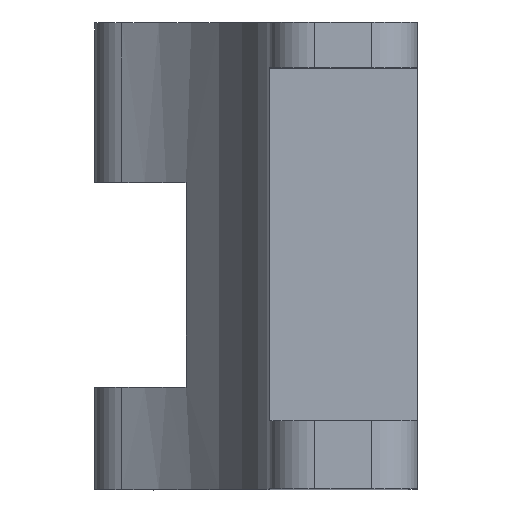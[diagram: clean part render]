
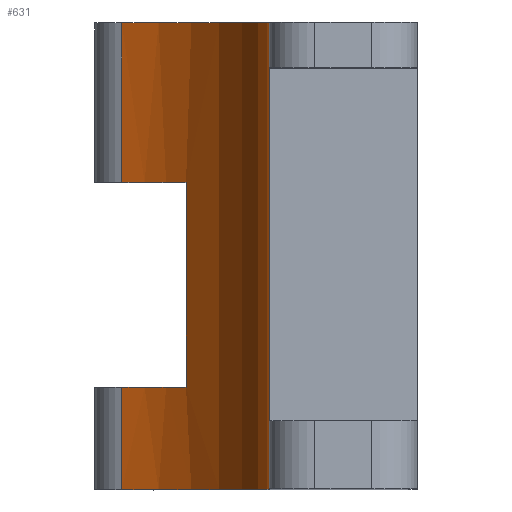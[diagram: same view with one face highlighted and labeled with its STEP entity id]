
A CAD part, top view. The second image highlights one B-rep face of the part: STEP entity #631.
In plain terms, the highlighted cylindrical face has radius 21.831 mm (diameter 43.662 mm), a partial arc.
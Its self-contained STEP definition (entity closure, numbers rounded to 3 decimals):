
#28 = EDGE_CURVE ( 'NONE', #522, #279, #561, .T. ) ;
#36 = VECTOR ( 'NONE', #591, 1000. ) ;
#55 = CARTESIAN_POINT ( 'NONE',  ( -7.301, 9., -16.973 ) ) ;
#62 = CARTESIAN_POINT ( 'NONE',  ( -21.821, 27., -0.67 ) ) ;
#73 = LINE ( 'NONE', #945, #533 ) ;
#83 = DIRECTION ( 'NONE',  ( 0., 0., -1. ) ) ;
#84 = DIRECTION ( 'NONE',  ( 0., -1., 0. ) ) ;
#97 = EDGE_LOOP ( 'NONE', ( #745, #171, #804, #538, #842, #442, #774, #590, #329, #185 ) ) ;
#124 = CIRCLE ( 'NONE', #906, 21.831 ) ;
#128 = EDGE_CURVE ( 'NONE', #876, #950, #1076, .T. ) ;
#135 = DIRECTION ( 'NONE',  ( 0., 0., -1. ) ) ;
#151 = VERTEX_POINT ( 'NONE', #752 ) ;
#171 = ORIENTED_EDGE ( 'NONE', *, *, #1079, .T. ) ;
#185 = ORIENTED_EDGE ( 'NONE', *, *, #386, .F. ) ;
#193 = CARTESIAN_POINT ( 'NONE',  ( 0., 41., 0. ) ) ;
#273 = DIRECTION ( 'NONE',  ( 0., 0., 1. ) ) ;
#277 = VERTEX_POINT ( 'NONE', #1126 ) ;
#279 = VERTEX_POINT ( 'NONE', #796 ) ;
#329 = ORIENTED_EDGE ( 'NONE', *, *, #28, .F. ) ;
#338 = CARTESIAN_POINT ( 'NONE',  ( -21.821, 9., -0.67 ) ) ;
#355 = AXIS2_PLACEMENT_3D ( 'NONE', #620, #1049, #83 ) ;
#386 = EDGE_CURVE ( 'NONE', #601, #522, #449, .T. ) ;
#426 = LINE ( 'NONE', #1030, #36 ) ;
#431 = CIRCLE ( 'NONE', #1065, 21.831 ) ;
#432 = AXIS2_PLACEMENT_3D ( 'NONE', #338, #685, #1008 ) ;
#442 = ORIENTED_EDGE ( 'NONE', *, *, #746, .T. ) ;
#449 = LINE ( 'NONE', #802, #749 ) ;
#453 = VECTOR ( 'NONE', #84, 1000. ) ;
#490 = CARTESIAN_POINT ( 'NONE',  ( -7.301, 27., -16.973 ) ) ;
#505 = DIRECTION ( 'NONE',  ( 0., 0., 1. ) ) ;
#508 = DIRECTION ( 'NONE',  ( 0., -1., 0. ) ) ;
#519 = CARTESIAN_POINT ( 'NONE',  ( -12.945, 41., -20.615 ) ) ;
#522 = VERTEX_POINT ( 'NONE', #837 ) ;
#533 = VECTOR ( 'NONE', #508, 1000. ) ;
#534 = VERTEX_POINT ( 'NONE', #844 ) ;
#538 = ORIENTED_EDGE ( 'NONE', *, *, #693, .T. ) ;
#561 = LINE ( 'NONE', #193, #834 ) ;
#564 = CARTESIAN_POINT ( 'NONE',  ( -12.945, 41., -20.615 ) ) ;
#590 = ORIENTED_EDGE ( 'NONE', *, *, #709, .F. ) ;
#591 = DIRECTION ( 'NONE',  ( 0., -1., 0. ) ) ;
#601 = VERTEX_POINT ( 'NONE', #1036 ) ;
#620 = CARTESIAN_POINT ( 'NONE',  ( -21.821, 41., -0.67 ) ) ;
#631 = ADVANCED_FACE ( 'NONE', ( #841 ), #688, .F. ) ;
#647 = EDGE_CURVE ( 'NONE', #151, #799, #431, .T. ) ;
#685 = DIRECTION ( 'NONE',  ( 0., -1., 0. ) ) ;
#688 = CYLINDRICAL_SURFACE ( 'NONE', #355, 21.831 ) ;
#693 = EDGE_CURVE ( 'NONE', #950, #900, #73, .T. ) ;
#709 = EDGE_CURVE ( 'NONE', #279, #151, #426, .T. ) ;
#727 = CARTESIAN_POINT ( 'NONE',  ( -12.945, 0., -20.615 ) ) ;
#728 = AXIS2_PLACEMENT_3D ( 'NONE', #62, #926, #135 ) ;
#745 = ORIENTED_EDGE ( 'NONE', *, *, #867, .T. ) ;
#746 = EDGE_CURVE ( 'NONE', #277, #799, #1078, .T. ) ;
#749 = VECTOR ( 'NONE', #1134, 1000. ) ;
#752 = CARTESIAN_POINT ( 'NONE',  ( 0., 0., 0. ) ) ;
#774 = ORIENTED_EDGE ( 'NONE', *, *, #647, .F. ) ;
#785 = DIRECTION ( 'NONE',  ( 0., 1., 0. ) ) ;
#796 = CARTESIAN_POINT ( 'NONE',  ( 0., 6., 0. ) ) ;
#799 = VERTEX_POINT ( 'NONE', #727 ) ;
#802 = CARTESIAN_POINT ( 'NONE',  ( 0., 41., 0. ) ) ;
#804 = ORIENTED_EDGE ( 'NONE', *, *, #128, .T. ) ;
#824 = VECTOR ( 'NONE', #988, 1000. ) ;
#834 = VECTOR ( 'NONE', #907, 1000. ) ;
#837 = CARTESIAN_POINT ( 'NONE',  ( 0., 37., 0. ) ) ;
#840 = CARTESIAN_POINT ( 'NONE',  ( -21.821, 41., -0.67 ) ) ;
#841 = FACE_OUTER_BOUND ( 'NONE', #97, .T. ) ;
#842 = ORIENTED_EDGE ( 'NONE', *, *, #956, .F. ) ;
#844 = CARTESIAN_POINT ( 'NONE',  ( -12.945, 41., -20.615 ) ) ;
#867 = EDGE_CURVE ( 'NONE', #601, #534, #124, .T. ) ;
#876 = VERTEX_POINT ( 'NONE', #949 ) ;
#900 = VERTEX_POINT ( 'NONE', #55 ) ;
#906 = AXIS2_PLACEMENT_3D ( 'NONE', #840, #1028, #505 ) ;
#907 = DIRECTION ( 'NONE',  ( 0., -1., 0. ) ) ;
#921 = CIRCLE ( 'NONE', #432, 21.831 ) ;
#926 = DIRECTION ( 'NONE',  ( 0., -1., 0. ) ) ;
#945 = CARTESIAN_POINT ( 'NONE',  ( -7.301, 27., -16.973 ) ) ;
#949 = CARTESIAN_POINT ( 'NONE',  ( -12.945, 27., -20.615 ) ) ;
#950 = VERTEX_POINT ( 'NONE', #490 ) ;
#956 = EDGE_CURVE ( 'NONE', #277, #900, #921, .T. ) ;
#988 = DIRECTION ( 'NONE',  ( 0., -1., 0. ) ) ;
#1008 = DIRECTION ( 'NONE',  ( 0., 0., -1. ) ) ;
#1028 = DIRECTION ( 'NONE',  ( 0., 1., 0. ) ) ;
#1030 = CARTESIAN_POINT ( 'NONE',  ( 0., 6., 0. ) ) ;
#1036 = CARTESIAN_POINT ( 'NONE',  ( 0., 41., 0. ) ) ;
#1049 = DIRECTION ( 'NONE',  ( 0., -1., 0. ) ) ;
#1065 = AXIS2_PLACEMENT_3D ( 'NONE', #1125, #785, #273 ) ;
#1076 = CIRCLE ( 'NONE', #728, 21.831 ) ;
#1078 = LINE ( 'NONE', #564, #824 ) ;
#1079 = EDGE_CURVE ( 'NONE', #534, #876, #1120, .T. ) ;
#1120 = LINE ( 'NONE', #519, #453 ) ;
#1125 = CARTESIAN_POINT ( 'NONE',  ( -21.821, 0., -0.67 ) ) ;
#1126 = CARTESIAN_POINT ( 'NONE',  ( -12.945, 9., -20.615 ) ) ;
#1134 = DIRECTION ( 'NONE',  ( 0., -1., 0. ) ) ;
